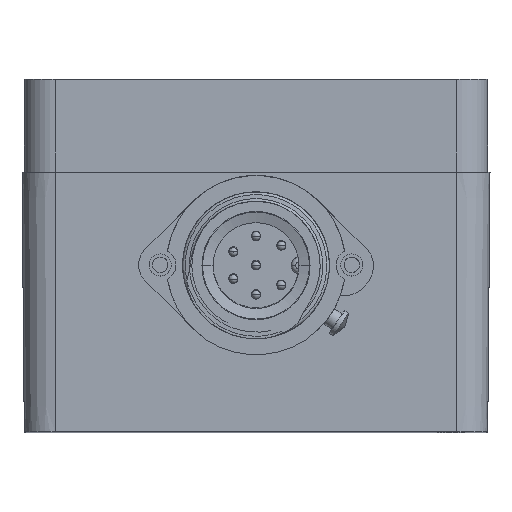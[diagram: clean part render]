
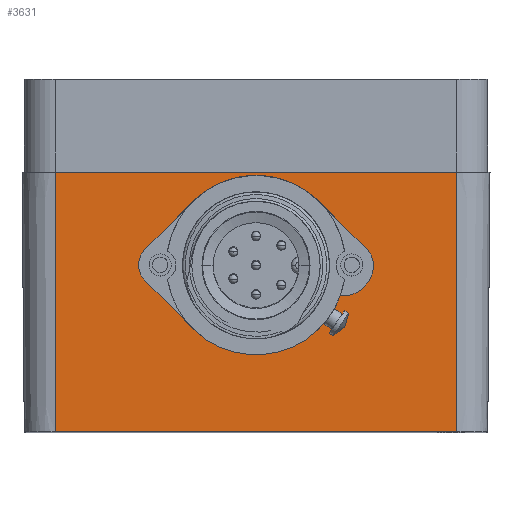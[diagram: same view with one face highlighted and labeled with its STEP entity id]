
A CAD part, top view. The second image highlights one B-rep face of the part: STEP entity #3631.
In plain terms, the highlighted planar face has unit normal (0, -0.009, 1).
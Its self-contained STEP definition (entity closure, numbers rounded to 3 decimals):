
#111 = PLANE ( 'NONE',  #9346 ) ;
#114 = DIRECTION ( 'NONE',  ( 0., 0.009, -1. ) ) ;
#132 = EDGE_CURVE ( 'NONE', #11066, #1597, #5751, .T. ) ;
#153 = VECTOR ( 'NONE', #10434, 1000. ) ;
#187 = LINE ( 'NONE', #10826, #9226 ) ;
#396 = AXIS2_PLACEMENT_3D ( 'NONE', #3048, #6453, #494 ) ;
#494 = DIRECTION ( 'NONE',  ( -1., 0., 0. ) ) ;
#498 = DIRECTION ( 'NONE',  ( 1., 0., 0. ) ) ;
#944 = ORIENTED_EDGE ( 'NONE', *, *, #6047, .T. ) ;
#983 = CARTESIAN_POINT ( 'NONE',  ( -10.29, 16.785, 40.146 ) ) ;
#989 = ORIENTED_EDGE ( 'NONE', *, *, #132, .T. ) ;
#1287 = DIRECTION ( 'NONE',  ( 0., 0.009, -1. ) ) ;
#1373 = CARTESIAN_POINT ( 'NONE',  ( -32.5, 0., 40. ) ) ;
#1378 = CARTESIAN_POINT ( 'NONE',  ( 32.5, 0., 40. ) ) ;
#1597 = VERTEX_POINT ( 'NONE', #7823 ) ;
#1607 = ORIENTED_EDGE ( 'NONE', *, *, #3629, .T. ) ;
#1779 = CARTESIAN_POINT ( 'NONE',  ( -17.984, 24.535, 40.214 ) ) ;
#1940 = FACE_OUTER_BOUND ( 'NONE', #10154, .T. ) ;
#1951 = CARTESIAN_POINT ( 'NONE',  ( 13.616, 22.016, 40.192 ) ) ;
#2309 = AXIS2_PLACEMENT_3D ( 'NONE', #5131, #4307, #6882 ) ;
#2461 = CARTESIAN_POINT ( 'NONE',  ( -17.984, 24.535, 40.214 ) ) ;
#2572 = EDGE_CURVE ( 'NONE', #2674, #4560, #187, .T. ) ;
#2674 = VERTEX_POINT ( 'NONE', #4773 ) ;
#2791 = VECTOR ( 'NONE', #8713, 1000. ) ;
#2890 = CARTESIAN_POINT ( 'NONE',  ( 19., 27.001, 40.236 ) ) ;
#2903 = CIRCLE ( 'NONE', #6747, 3.5 ) ;
#3048 = CARTESIAN_POINT ( 'NONE',  ( -15.5, 27.001, 40.236 ) ) ;
#3126 = CARTESIAN_POINT ( 'NONE',  ( 32.5, 0., 40. ) ) ;
#3451 = DIRECTION ( 'NONE',  ( 1., 0., 0. ) ) ;
#3475 = EDGE_CURVE ( 'NONE', #8053, #3747, #2903, .T. ) ;
#3541 = ORIENTED_EDGE ( 'NONE', *, *, #2572, .F. ) ;
#3629 = EDGE_CURVE ( 'NONE', #1597, #5640, #5581, .T. ) ;
#3631 = ADVANCED_FACE ( 'NONE', ( #7719, #1940 ), #111, .T. ) ;
#3695 = CARTESIAN_POINT ( 'NONE',  ( 32.499, 42., 40.367 ) ) ;
#3747 = VERTEX_POINT ( 'NONE', #2890 ) ;
#3902 = DIRECTION ( 'NONE',  ( 0., -0.009, 1. ) ) ;
#3982 = DIRECTION ( 'NONE',  ( 0., -1., -0.009 ) ) ;
#4307 = DIRECTION ( 'NONE',  ( 0., 0.009, -1. ) ) ;
#4348 = CARTESIAN_POINT ( 'NONE',  ( -17.984, 29.466, 40.257 ) ) ;
#4380 = VECTOR ( 'NONE', #3982, 1000. ) ;
#4402 = VECTOR ( 'NONE', #5366, 1000. ) ;
#4553 = VECTOR ( 'NONE', #8878, 1000. ) ;
#4560 = VERTEX_POINT ( 'NONE', #3695 ) ;
#4579 = EDGE_CURVE ( 'NONE', #9791, #7265, #5028, .T. ) ;
#4615 = ORIENTED_EDGE ( 'NONE', *, *, #6245, .T. ) ;
#4773 = CARTESIAN_POINT ( 'NONE',  ( -32.5, 42., 40.367 ) ) ;
#4846 = ORIENTED_EDGE ( 'NONE', *, *, #3475, .T. ) ;
#4984 = VERTEX_POINT ( 'NONE', #6139 ) ;
#5014 = EDGE_CURVE ( 'NONE', #7265, #11066, #7025, .T. ) ;
#5028 = CIRCLE ( 'NONE', #5610, 14.5 ) ;
#5131 = CARTESIAN_POINT ( 'NONE',  ( 0., 27.001, 40.236 ) ) ;
#5366 = DIRECTION ( 'NONE',  ( 0.705, 0.71, 0.006 ) ) ;
#5404 = CARTESIAN_POINT ( 'NONE',  ( -15.5, 27.001, 40.236 ) ) ;
#5554 = CARTESIAN_POINT ( 'NONE',  ( 0., 0., 40. ) ) ;
#5581 = CIRCLE ( 'NONE', #6465, 3.5 ) ;
#5610 = AXIS2_PLACEMENT_3D ( 'NONE', #5676, #1287, #10849 ) ;
#5640 = VERTEX_POINT ( 'NONE', #4348 ) ;
#5676 = CARTESIAN_POINT ( 'NONE',  ( 0., 27.001, 40.236 ) ) ;
#5696 = EDGE_CURVE ( 'NONE', #3747, #9791, #8315, .T. ) ;
#5751 = CIRCLE ( 'NONE', #396, 3.5 ) ;
#5764 = CARTESIAN_POINT ( 'NONE',  ( -10.29, 37.216, 40.325 ) ) ;
#5874 = EDGE_CURVE ( 'NONE', #5640, #7994, #7763, .T. ) ;
#5974 = ORIENTED_EDGE ( 'NONE', *, *, #8478, .F. ) ;
#6009 = EDGE_LOOP ( 'NONE', ( #9035, #8870, #6733, #989, #1607, #6810, #7539, #6617, #4846 ) ) ;
#6047 = EDGE_CURVE ( 'NONE', #2674, #6579, #7101, .T. ) ;
#6139 = CARTESIAN_POINT ( 'NONE',  ( 10.29, 37.216, 40.325 ) ) ;
#6245 = EDGE_CURVE ( 'NONE', #6579, #9016, #7256, .T. ) ;
#6453 = DIRECTION ( 'NONE',  ( 0., 0.009, -1. ) ) ;
#6465 = AXIS2_PLACEMENT_3D ( 'NONE', #5404, #9790, #9054 ) ;
#6579 = VERTEX_POINT ( 'NONE', #1373 ) ;
#6617 = ORIENTED_EDGE ( 'NONE', *, *, #7204, .T. ) ;
#6698 = VECTOR ( 'NONE', #3451, 1000. ) ;
#6733 = ORIENTED_EDGE ( 'NONE', *, *, #5014, .T. ) ;
#6747 = AXIS2_PLACEMENT_3D ( 'NONE', #7385, #8251, #9120 ) ;
#6810 = ORIENTED_EDGE ( 'NONE', *, *, #5874, .T. ) ;
#6882 = DIRECTION ( 'NONE',  ( -1., 0., 0. ) ) ;
#7025 = LINE ( 'NONE', #1779, #153 ) ;
#7093 = CARTESIAN_POINT ( 'NONE',  ( 14., 27.001, 40.236 ) ) ;
#7101 = LINE ( 'NONE', #9759, #4553 ) ;
#7204 = EDGE_CURVE ( 'NONE', #4984, #8053, #7752, .T. ) ;
#7256 = LINE ( 'NONE', #8464, #6698 ) ;
#7265 = VERTEX_POINT ( 'NONE', #983 ) ;
#7385 = CARTESIAN_POINT ( 'NONE',  ( 15.5, 27.001, 40.236 ) ) ;
#7539 = ORIENTED_EDGE ( 'NONE', *, *, #7614, .T. ) ;
#7582 = CARTESIAN_POINT ( 'NONE',  ( 17.984, 29.466, 40.257 ) ) ;
#7614 = EDGE_CURVE ( 'NONE', #7994, #4984, #10227, .T. ) ;
#7719 = FACE_BOUND ( 'NONE', #6009, .T. ) ;
#7752 = LINE ( 'NONE', #9551, #2791 ) ;
#7763 = LINE ( 'NONE', #10558, #4402 ) ;
#7823 = CARTESIAN_POINT ( 'NONE',  ( -19., 27.001, 40.236 ) ) ;
#7994 = VERTEX_POINT ( 'NONE', #5764 ) ;
#8053 = VERTEX_POINT ( 'NONE', #7582 ) ;
#8251 = DIRECTION ( 'NONE',  ( 0., 0.009, -1. ) ) ;
#8315 = CIRCLE ( 'NONE', #9877, 5. ) ;
#8464 = CARTESIAN_POINT ( 'NONE',  ( 0., 0., 40. ) ) ;
#8478 = EDGE_CURVE ( 'NONE', #4560, #9016, #9101, .T. ) ;
#8713 = DIRECTION ( 'NONE',  ( 0.705, -0.71, -0.006 ) ) ;
#8870 = ORIENTED_EDGE ( 'NONE', *, *, #4579, .T. ) ;
#8878 = DIRECTION ( 'NONE',  ( 0., -1., -0.009 ) ) ;
#8942 = DIRECTION ( 'NONE',  ( 0., -1., -0.009 ) ) ;
#9016 = VERTEX_POINT ( 'NONE', #1378 ) ;
#9035 = ORIENTED_EDGE ( 'NONE', *, *, #5696, .T. ) ;
#9054 = DIRECTION ( 'NONE',  ( -1., 0., 0. ) ) ;
#9101 = LINE ( 'NONE', #3126, #4380 ) ;
#9120 = DIRECTION ( 'NONE',  ( -1., 0., 0. ) ) ;
#9226 = VECTOR ( 'NONE', #498, 1000. ) ;
#9346 = AXIS2_PLACEMENT_3D ( 'NONE', #5554, #3902, #8942 ) ;
#9551 = CARTESIAN_POINT ( 'NONE',  ( 17.984, 29.466, 40.257 ) ) ;
#9718 = DIRECTION ( 'NONE',  ( -1., 0., 0. ) ) ;
#9759 = CARTESIAN_POINT ( 'NONE',  ( -32.5, 0., 40. ) ) ;
#9790 = DIRECTION ( 'NONE',  ( 0., 0.009, -1. ) ) ;
#9791 = VERTEX_POINT ( 'NONE', #1951 ) ;
#9877 = AXIS2_PLACEMENT_3D ( 'NONE', #7093, #114, #9718 ) ;
#10154 = EDGE_LOOP ( 'NONE', ( #3541, #944, #4615, #5974 ) ) ;
#10227 = CIRCLE ( 'NONE', #2309, 14.5 ) ;
#10434 = DIRECTION ( 'NONE',  ( -0.705, 0.71, 0.006 ) ) ;
#10558 = CARTESIAN_POINT ( 'NONE',  ( -17.984, 29.466, 40.257 ) ) ;
#10826 = CARTESIAN_POINT ( 'NONE',  ( 0., 42., 40.367 ) ) ;
#10849 = DIRECTION ( 'NONE',  ( -1., 0., 0. ) ) ;
#11066 = VERTEX_POINT ( 'NONE', #2461 ) ;
